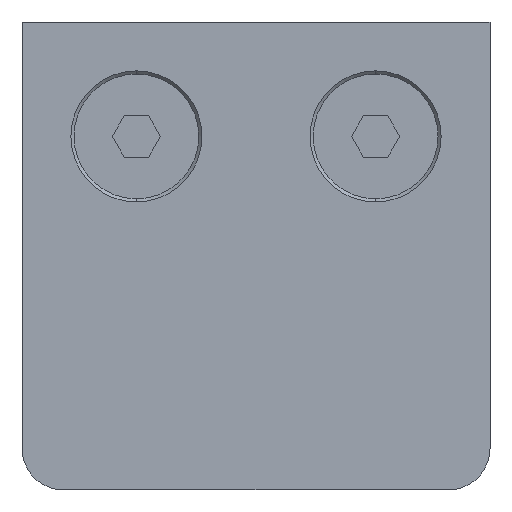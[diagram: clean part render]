
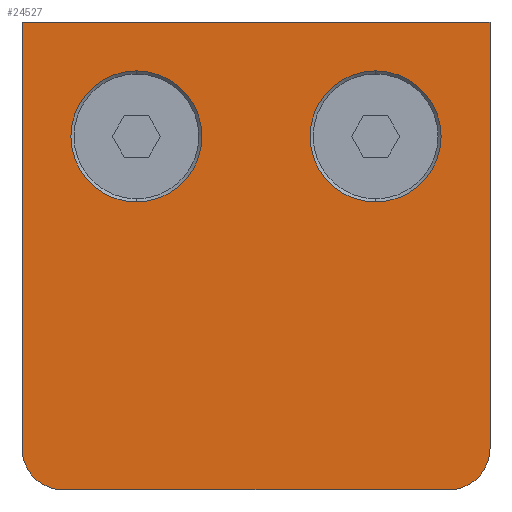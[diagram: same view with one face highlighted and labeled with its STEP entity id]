
A CAD part, front view. The second image highlights one B-rep face of the part: STEP entity #24527.
In plain terms, the highlighted planar face has unit normal (0, -1, 0).
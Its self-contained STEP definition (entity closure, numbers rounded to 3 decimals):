
#3 = AXIS2_PLACEMENT_3D ( 'NONE', #24491, #26737, #16133 ) ;
#69 = CARTESIAN_POINT ( 'NONE',  ( 11.5, 0.5, -17.3 ) ) ;
#368 = CIRCLE ( 'NONE', #16000, 4. ) ;
#773 = ORIENTED_EDGE ( 'NONE', *, *, #7665, .F. ) ;
#834 = EDGE_CURVE ( 'NONE', #19057, #22333, #26633, .T. ) ;
#1544 = VERTEX_POINT ( 'NONE', #10532 ) ;
#1856 = DIRECTION ( 'NONE',  ( 1., 0., 0. ) ) ;
#2106 = EDGE_CURVE ( 'NONE', #22333, #3435, #368, .T. ) ;
#2600 = CARTESIAN_POINT ( 'NONE',  ( -11.5, 0.5, -11. ) ) ;
#2705 = VERTEX_POINT ( 'NONE', #5235 ) ;
#3091 = DIRECTION ( 'NONE',  ( 0., 1., 0. ) ) ;
#3435 = VERTEX_POINT ( 'NONE', #9312 ) ;
#3684 = AXIS2_PLACEMENT_3D ( 'NONE', #2600, #12786, #8578 ) ;
#4563 = VERTEX_POINT ( 'NONE', #69 ) ;
#5235 = CARTESIAN_POINT ( 'NONE',  ( -22.5, 0.5, 0. ) ) ;
#5968 = ORIENTED_EDGE ( 'NONE', *, *, #14621, .F. ) ;
#6514 = DIRECTION ( 'NONE',  ( 0., 0., -1. ) ) ;
#6910 = CARTESIAN_POINT ( 'NONE',  ( -11.5, 0.5, -11. ) ) ;
#7006 = AXIS2_PLACEMENT_3D ( 'NONE', #7680, #3091, #20407 ) ;
#7607 = CARTESIAN_POINT ( 'NONE',  ( 18.5, 0.5, -45. ) ) ;
#7665 = EDGE_CURVE ( 'NONE', #4563, #21394, #14757, .T. ) ;
#7680 = CARTESIAN_POINT ( 'NONE',  ( 18.5, 0.5, -41. ) ) ;
#7923 = DIRECTION ( 'NONE',  ( 0., -1., 0. ) ) ;
#8232 = CIRCLE ( 'NONE', #20315, 6.3 ) ;
#8578 = DIRECTION ( 'NONE',  ( 0., 0., -1. ) ) ;
#9272 = VERTEX_POINT ( 'NONE', #20327 ) ;
#9312 = CARTESIAN_POINT ( 'NONE',  ( -22.5, 0.5, -41. ) ) ;
#9370 = CIRCLE ( 'NONE', #3, 6.3 ) ;
#9619 = VECTOR ( 'NONE', #26323, 1000. ) ;
#9899 = ORIENTED_EDGE ( 'NONE', *, *, #13723, .F. ) ;
#10241 = EDGE_CURVE ( 'NONE', #16772, #1544, #14832, .T. ) ;
#10291 = FACE_BOUND ( 'NONE', #10583, .T. ) ;
#10532 = CARTESIAN_POINT ( 'NONE',  ( -11.5, 0.5, -17.3 ) ) ;
#10583 = EDGE_LOOP ( 'NONE', ( #5968, #25164 ) ) ;
#11234 = DIRECTION ( 'NONE',  ( 0., -1., 0. ) ) ;
#11413 = ORIENTED_EDGE ( 'NONE', *, *, #12709, .F. ) ;
#11797 = ORIENTED_EDGE ( 'NONE', *, *, #834, .F. ) ;
#11911 = VECTOR ( 'NONE', #16170, 1000. ) ;
#11953 = CARTESIAN_POINT ( 'NONE',  ( -18.5, 0.5, -45. ) ) ;
#12423 = EDGE_LOOP ( 'NONE', ( #773, #20009 ) ) ;
#12709 = EDGE_CURVE ( 'NONE', #14836, #9272, #25657, .T. ) ;
#12786 = DIRECTION ( 'NONE',  ( 0., -1., 0. ) ) ;
#13723 = EDGE_CURVE ( 'NONE', #3435, #2705, #21586, .T. ) ;
#14008 = EDGE_CURVE ( 'NONE', #2705, #14836, #18782, .T. ) ;
#14271 = DIRECTION ( 'NONE',  ( 0., 0., -1. ) ) ;
#14621 = EDGE_CURVE ( 'NONE', #1544, #16772, #8232, .T. ) ;
#14757 = CIRCLE ( 'NONE', #21896, 6.3 ) ;
#14832 = CIRCLE ( 'NONE', #3684, 6.3 ) ;
#14836 = VERTEX_POINT ( 'NONE', #26649 ) ;
#15056 = CIRCLE ( 'NONE', #7006, 4. ) ;
#15223 = CARTESIAN_POINT ( 'NONE',  ( 11.5, 0.5, -4.7 ) ) ;
#16000 = AXIS2_PLACEMENT_3D ( 'NONE', #20573, #16516, #14271 ) ;
#16133 = DIRECTION ( 'NONE',  ( 0., 0., -1. ) ) ;
#16170 = DIRECTION ( 'NONE',  ( -1., 0., 0. ) ) ;
#16516 = DIRECTION ( 'NONE',  ( 0., 1., 0. ) ) ;
#16721 = CARTESIAN_POINT ( 'NONE',  ( -22.5, 0.5, 0. ) ) ;
#16724 = VECTOR ( 'NONE', #1856, 1000. ) ;
#16772 = VERTEX_POINT ( 'NONE', #21369 ) ;
#16806 = ORIENTED_EDGE ( 'NONE', *, *, #18430, .F. ) ;
#16957 = CARTESIAN_POINT ( 'NONE',  ( -22.5, 0.5, 0. ) ) ;
#18157 = FACE_BOUND ( 'NONE', #12423, .T. ) ;
#18430 = EDGE_CURVE ( 'NONE', #9272, #19057, #15056, .T. ) ;
#18474 = VECTOR ( 'NONE', #6514, 1000. ) ;
#18782 = LINE ( 'NONE', #16957, #16724 ) ;
#18844 = CARTESIAN_POINT ( 'NONE',  ( -18.5, 0.5, -41. ) ) ;
#19057 = VERTEX_POINT ( 'NONE', #7607 ) ;
#19149 = AXIS2_PLACEMENT_3D ( 'NONE', #18844, #7923, #22605 ) ;
#20009 = ORIENTED_EDGE ( 'NONE', *, *, #26187, .F. ) ;
#20315 = AXIS2_PLACEMENT_3D ( 'NONE', #6910, #11234, #26327 ) ;
#20322 = CARTESIAN_POINT ( 'NONE',  ( 11.5, 0.5, -11. ) ) ;
#20327 = CARTESIAN_POINT ( 'NONE',  ( 22.5, 0.5, -41. ) ) ;
#20407 = DIRECTION ( 'NONE',  ( 0., 0., -1. ) ) ;
#20528 = PLANE ( 'NONE',  #19149 ) ;
#20573 = CARTESIAN_POINT ( 'NONE',  ( -18.5, 0.5, -41. ) ) ;
#21150 = DIRECTION ( 'NONE',  ( 0., 0., -1. ) ) ;
#21198 = ORIENTED_EDGE ( 'NONE', *, *, #14008, .F. ) ;
#21369 = CARTESIAN_POINT ( 'NONE',  ( -11.5, 0.5, -4.7 ) ) ;
#21394 = VERTEX_POINT ( 'NONE', #15223 ) ;
#21586 = LINE ( 'NONE', #16721, #9619 ) ;
#21896 = AXIS2_PLACEMENT_3D ( 'NONE', #20322, #26871, #21150 ) ;
#22294 = EDGE_LOOP ( 'NONE', ( #9899, #27411, #11797, #16806, #11413, #21198 ) ) ;
#22333 = VERTEX_POINT ( 'NONE', #23057 ) ;
#22474 = FACE_OUTER_BOUND ( 'NONE', #22294, .T. ) ;
#22605 = DIRECTION ( 'NONE',  ( 0., 0., -1. ) ) ;
#23057 = CARTESIAN_POINT ( 'NONE',  ( -18.5, 0.5, -45. ) ) ;
#24491 = CARTESIAN_POINT ( 'NONE',  ( 11.5, 0.5, -11. ) ) ;
#24527 = ADVANCED_FACE ( 'NONE', ( #18157, #10291, #22474 ), #20528, .T. ) ;
#25164 = ORIENTED_EDGE ( 'NONE', *, *, #10241, .F. ) ;
#25657 = LINE ( 'NONE', #27490, #18474 ) ;
#26187 = EDGE_CURVE ( 'NONE', #21394, #4563, #9370, .T. ) ;
#26323 = DIRECTION ( 'NONE',  ( 0., 0., 1. ) ) ;
#26327 = DIRECTION ( 'NONE',  ( 0., 0., -1. ) ) ;
#26633 = LINE ( 'NONE', #11953, #11911 ) ;
#26649 = CARTESIAN_POINT ( 'NONE',  ( 22.5, 0.5, 0. ) ) ;
#26737 = DIRECTION ( 'NONE',  ( 0., -1., 0. ) ) ;
#26871 = DIRECTION ( 'NONE',  ( 0., -1., 0. ) ) ;
#27411 = ORIENTED_EDGE ( 'NONE', *, *, #2106, .F. ) ;
#27490 = CARTESIAN_POINT ( 'NONE',  ( 22.5, 0.5, 0. ) ) ;
